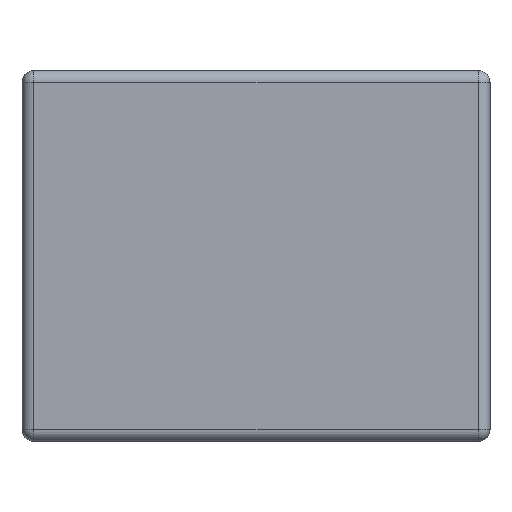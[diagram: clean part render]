
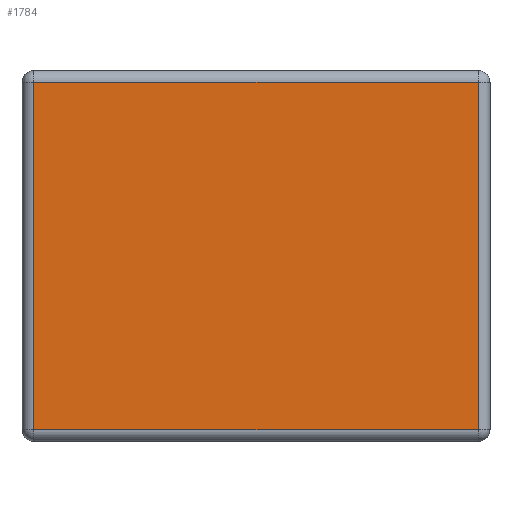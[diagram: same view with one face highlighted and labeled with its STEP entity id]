
A CAD part, left-side view. The second image highlights one B-rep face of the part: STEP entity #1784.
In plain terms, the highlighted planar face has unit normal (-1, 0, 0).
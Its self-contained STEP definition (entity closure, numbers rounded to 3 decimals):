
#52 = DIRECTION ( 'NONE',  ( 1., 0., 0. ) ) ;
#60 = CARTESIAN_POINT ( 'NONE',  ( -1., -0.57, 0.03 ) ) ;
#76 = LINE ( 'NONE', #371, #301 ) ;
#141 = ORIENTED_EDGE ( 'NONE', *, *, #1207, .T. ) ;
#241 = EDGE_CURVE ( 'NONE', #665, #1705, #1729, .T. ) ;
#278 = CARTESIAN_POINT ( 'NONE',  ( -1., 0.6, 0.92 ) ) ;
#292 = DIRECTION ( 'NONE',  ( 0., 1., 0. ) ) ;
#301 = VECTOR ( 'NONE', #501, 1000. ) ;
#328 = VERTEX_POINT ( 'NONE', #60 ) ;
#352 = PLANE ( 'NONE',  #1373 ) ;
#371 = CARTESIAN_POINT ( 'NONE',  ( -1., -0.57, 0.95 ) ) ;
#381 = ORIENTED_EDGE ( 'NONE', *, *, #804, .T. ) ;
#382 = CARTESIAN_POINT ( 'NONE',  ( -1., 0.57, 0.95 ) ) ;
#501 = DIRECTION ( 'NONE',  ( 0., 0., 1. ) ) ;
#665 = VERTEX_POINT ( 'NONE', #1225 ) ;
#746 = CARTESIAN_POINT ( 'NONE',  ( -1., 0.6, 0.03 ) ) ;
#790 = VECTOR ( 'NONE', #292, 1000. ) ;
#804 = EDGE_CURVE ( 'NONE', #1705, #854, #1267, .T. ) ;
#854 = VERTEX_POINT ( 'NONE', #1004 ) ;
#887 = VECTOR ( 'NONE', #1494, 1000. ) ;
#1004 = CARTESIAN_POINT ( 'NONE',  ( -1., 0.57, 0.03 ) ) ;
#1015 = VECTOR ( 'NONE', #1562, 1000. ) ;
#1038 = EDGE_CURVE ( 'NONE', #328, #665, #76, .T. ) ;
#1207 = EDGE_CURVE ( 'NONE', #854, #328, #1335, .T. ) ;
#1219 = FACE_OUTER_BOUND ( 'NONE', #1248, .T. ) ;
#1225 = CARTESIAN_POINT ( 'NONE',  ( -1., -0.57, 0.92 ) ) ;
#1248 = EDGE_LOOP ( 'NONE', ( #1807, #381, #141, #1679 ) ) ;
#1267 = LINE ( 'NONE', #382, #1015 ) ;
#1317 = CARTESIAN_POINT ( 'NONE',  ( -1., 0.57, 0.92 ) ) ;
#1335 = LINE ( 'NONE', #746, #887 ) ;
#1347 = CARTESIAN_POINT ( 'NONE',  ( -1., 0.6, 0.95 ) ) ;
#1373 = AXIS2_PLACEMENT_3D ( 'NONE', #1347, #52, #1773 ) ;
#1494 = DIRECTION ( 'NONE',  ( 0., -1., 0. ) ) ;
#1562 = DIRECTION ( 'NONE',  ( 0., 0., -1. ) ) ;
#1679 = ORIENTED_EDGE ( 'NONE', *, *, #1038, .T. ) ;
#1705 = VERTEX_POINT ( 'NONE', #1317 ) ;
#1729 = LINE ( 'NONE', #278, #790 ) ;
#1773 = DIRECTION ( 'NONE',  ( 0., 1., 0. ) ) ;
#1784 = ADVANCED_FACE ( 'NONE', ( #1219 ), #352, .F. ) ;
#1807 = ORIENTED_EDGE ( 'NONE', *, *, #241, .T. ) ;
